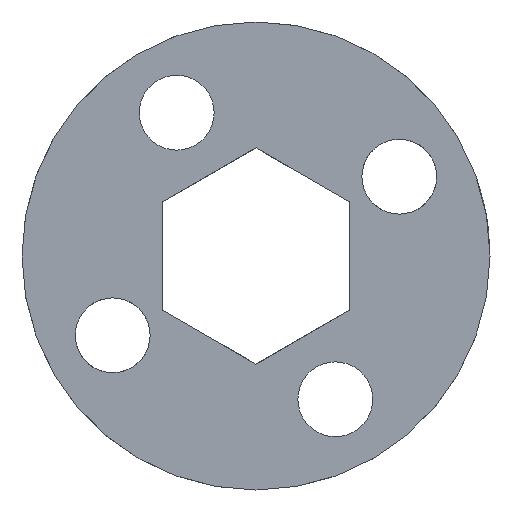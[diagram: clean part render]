
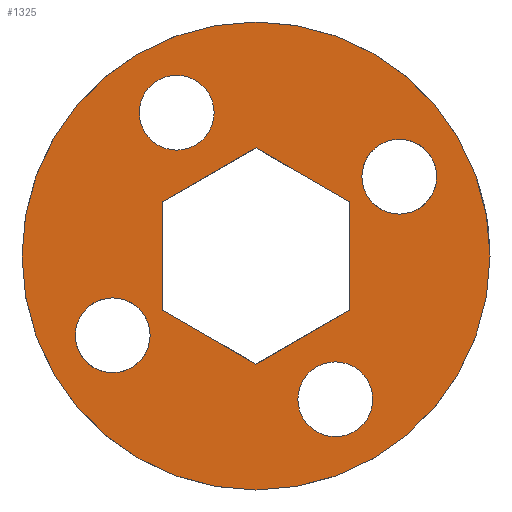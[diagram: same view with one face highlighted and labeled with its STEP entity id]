
A CAD part, front view. The second image highlights one B-rep face of the part: STEP entity #1325.
In plain terms, the highlighted planar face has unit normal (0, -1, 0).
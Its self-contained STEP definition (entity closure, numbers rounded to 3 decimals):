
#28=FACE_BOUND('',#281,.T.);
#29=FACE_BOUND('',#282,.T.);
#30=FACE_BOUND('',#283,.T.);
#31=FACE_BOUND('',#284,.T.);
#32=FACE_BOUND('',#285,.T.);
#71=PLANE('',#1447);
#112=CIRCLE('',#1398,1.6);
#113=CIRCLE('',#1400,1.6);
#114=CIRCLE('',#1402,1.6);
#115=CIRCLE('',#1404,1.6);
#124=CIRCLE('',#1424,10.);
#206=FACE_OUTER_BOUND('',#280,.T.);
#280=EDGE_LOOP('',(#1218));
#281=EDGE_LOOP('',(#1219,#1220,#1221,#1222,#1223,#1224));
#282=EDGE_LOOP('',(#1225));
#283=EDGE_LOOP('',(#1226));
#284=EDGE_LOOP('',(#1227));
#285=EDGE_LOOP('',(#1228));
#293=LINE('',#2446,#356);
#297=LINE('',#2564,#360);
#302=LINE('',#2674,#365);
#306=LINE('',#2791,#369);
#326=LINE('',#3382,#389);
#327=LINE('',#3408,#390);
#356=VECTOR('',#1466,10.);
#360=VECTOR('',#1472,10.);
#365=VECTOR('',#1479,10.);
#369=VECTOR('',#1485,10.);
#389=VECTOR('',#1595,10.);
#390=VECTOR('',#1606,10.);
#525=VERTEX_POINT('',#2443);
#526=VERTEX_POINT('',#2445);
#531=VERTEX_POINT('',#2561);
#532=VERTEX_POINT('',#2563);
#537=VERTEX_POINT('',#2673);
#542=VERTEX_POINT('',#2789);
#588=VERTEX_POINT('',#3410);
#589=VERTEX_POINT('',#3414);
#593=VERTEX_POINT('',#3455);
#596=VERTEX_POINT('',#3491);
#614=VERTEX_POINT('',#3760);
#663=EDGE_CURVE('',#526,#525,#293,.T.);
#671=EDGE_CURVE('',#532,#531,#297,.T.);
#679=EDGE_CURVE('',#537,#532,#302,.T.);
#687=EDGE_CURVE('',#525,#542,#306,.T.);
#754=EDGE_CURVE('',#531,#526,#326,.T.);
#758=EDGE_CURVE('',#542,#537,#327,.T.);
#759=EDGE_CURVE('',#588,#588,#112,.T.);
#761=EDGE_CURVE('',#589,#589,#113,.T.);
#767=EDGE_CURVE('',#593,#593,#114,.T.);
#772=EDGE_CURVE('',#596,#596,#115,.T.);
#806=EDGE_CURVE('',#614,#614,#124,.T.);
#1218=ORIENTED_EDGE('',*,*,#806,.F.);
#1219=ORIENTED_EDGE('',*,*,#754,.T.);
#1220=ORIENTED_EDGE('',*,*,#663,.T.);
#1221=ORIENTED_EDGE('',*,*,#687,.T.);
#1222=ORIENTED_EDGE('',*,*,#758,.T.);
#1223=ORIENTED_EDGE('',*,*,#679,.T.);
#1224=ORIENTED_EDGE('',*,*,#671,.T.);
#1225=ORIENTED_EDGE('',*,*,#759,.T.);
#1226=ORIENTED_EDGE('',*,*,#761,.T.);
#1227=ORIENTED_EDGE('',*,*,#767,.T.);
#1228=ORIENTED_EDGE('',*,*,#772,.T.);
#1325=ADVANCED_FACE('',(#206,#28,#29,#30,#31,#32),#71,.F.);
#1398=AXIS2_PLACEMENT_3D('',#3411,#1609,#1610);
#1400=AXIS2_PLACEMENT_3D('',#3415,#1614,#1615);
#1402=AXIS2_PLACEMENT_3D('',#3456,#1621,#1622);
#1404=AXIS2_PLACEMENT_3D('',#3492,#1628,#1629);
#1424=AXIS2_PLACEMENT_3D('',#3762,#1680,#1681);
#1447=AXIS2_PLACEMENT_3D('',#3976,#1728,#1729);
#1466=DIRECTION('',(-0.866,0.,0.5));
#1472=DIRECTION('',(0.,0.,-1.));
#1479=DIRECTION('',(0.866,0.,-0.5));
#1485=DIRECTION('',(0.,0.,1.));
#1595=DIRECTION('',(-0.866,0.,-0.5));
#1606=DIRECTION('',(0.866,0.,0.5));
#1609=DIRECTION('center_axis',(0.,1.,0.));
#1610=DIRECTION('ref_axis',(1.,0.,0.));
#1614=DIRECTION('center_axis',(0.,1.,0.));
#1615=DIRECTION('ref_axis',(1.,0.,0.));
#1621=DIRECTION('center_axis',(0.,1.,0.));
#1622=DIRECTION('ref_axis',(1.,0.,0.));
#1628=DIRECTION('center_axis',(0.,1.,0.));
#1629=DIRECTION('ref_axis',(1.,0.,0.));
#1680=DIRECTION('center_axis',(0.,1.,0.));
#1681=DIRECTION('ref_axis',(-1.,0.,0.));
#1728=DIRECTION('center_axis',(0.,1.,0.));
#1729=DIRECTION('ref_axis',(-1.,0.,0.));
#2443=CARTESIAN_POINT('',(-4.,2.,-2.309));
#2445=CARTESIAN_POINT('',(0.,2.,-4.619));
#2446=CARTESIAN_POINT('',(0.,2.,-4.619));
#2561=CARTESIAN_POINT('',(4.,2.,-2.309));
#2563=CARTESIAN_POINT('',(4.,2.,2.309));
#2564=CARTESIAN_POINT('',(4.,2.,2.309));
#2673=CARTESIAN_POINT('',(0.,2.,4.619));
#2674=CARTESIAN_POINT('',(0.,2.,4.619));
#2789=CARTESIAN_POINT('',(-4.,2.,2.309));
#2791=CARTESIAN_POINT('',(-4.,2.,-2.309));
#3382=CARTESIAN_POINT('',(4.,2.,-2.309));
#3408=CARTESIAN_POINT('',(-4.,2.,2.309));
#3410=CARTESIAN_POINT('',(-4.99,2.,6.124));
#3411=CARTESIAN_POINT('Origin',(-3.39,2.,6.124));
#3414=CARTESIAN_POINT('',(4.524,2.,3.39));
#3415=CARTESIAN_POINT('Origin',(6.124,2.,3.39));
#3455=CARTESIAN_POINT('',(-7.724,2.,-3.39));
#3456=CARTESIAN_POINT('Origin',(-6.124,2.,-3.39));
#3491=CARTESIAN_POINT('',(1.79,2.,-6.124));
#3492=CARTESIAN_POINT('Origin',(3.39,2.,-6.124));
#3760=CARTESIAN_POINT('',(10.,2.,0.));
#3762=CARTESIAN_POINT('Origin',(0.,2.,0.));
#3976=CARTESIAN_POINT('Origin',(0.,2.,0.));
